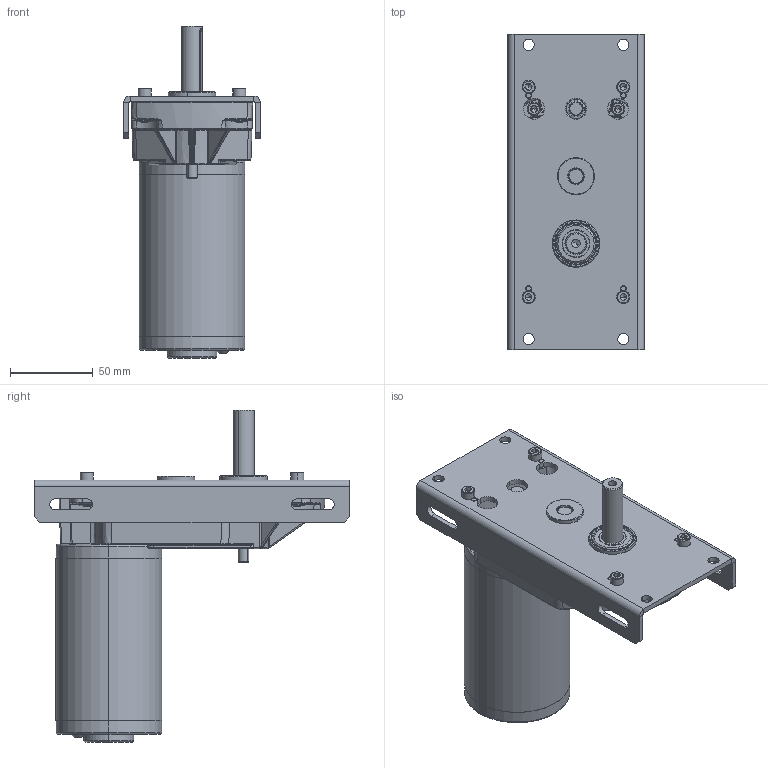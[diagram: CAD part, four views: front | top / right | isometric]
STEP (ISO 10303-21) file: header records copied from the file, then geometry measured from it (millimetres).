
FILE_DESCRIPTION (( 'STEP AP214' ), '1' );
FILE_NAME ('am-3231 Toughbox Micro with Angled Plate.STEP', '2022-02-03T14:56:40', ( '' ), ( '' ), 'SwSTEP 2.0', 'SolidWorks 2021', '' );
FILE_SCHEMA (( 'AUTOMOTIVE_DESIGN' ));
Length unit declared in the file: inch
Products named in the file (21): Sheet Metal Front Plate Rev 7; 8mm_spring_clip am-0033; am-3231 Toughbox Micro with Angled Plate; am-0153a Toughbox® Series, Keyed Output Shaft with Magnet; 2mm x 2mm x 10mm Machine Key; am-0153a TB Output Shaft with Magnet; Nano Housing Rev 6B; 10-32x0625_shcs_HX-SHCS 0.19-32x1.375x1-C; 48t 20dp 500h with teeth; FR6ZZ Bearing; CIM Motor SW; Toughbox d07; 5-16 washer; 16t 20dp 375h with teeth; 250x1000_dowel; 14T CIM Gear; R6ZZ Bearing; 50T 20dp 375hex_Inch - Spur gear 20DP 50T 14.5PA .372FW ---S50N3.0H2.0L0.25N; am-0030 FR8ZZ Bearing; 500-e-klip; 10-32 Nylock Nut 1_90631A411
Assembly tree (30 placements, depth 3):
  am-3231 Toughbox Micro with Angled Plate
    10-32x0625_shcs_HX-SHCS 0.19-32x1.375x1-C  x6
    10-32 Nylock Nut 1_90631A411  x4
    CIM Motor SW
    14T CIM Gear
    8mm_spring_clip am-0033
    5-16 washer  x2
    2mm x 2mm x 10mm Machine Key
    Nano Housing Rev 6B
    R6ZZ Bearing  x2
    FR6ZZ Bearing
    Toughbox d07
    50T 20dp 375hex_Inch - Spur gear 20DP 50T 14.5PA .372FW ---S50N3.0H2.0L0.25N
    am-0030 FR8ZZ Bearing
    Sheet Metal Front Plate Rev 7
    am-0153a Toughbox® Series, Keyed Output Shaft with Magnet
      am-0153a TB Output Shaft with Magnet
      250x1000_dowel
    500-e-klip
    16t 20dp 375h with teeth
    48t 20dp 500h with teeth
Bounding box: 82.55 x 190.5 x 200.58 mm (x, y, z)
Volume: 615420.5 mm3; surface area: 175153.3 mm2
Topology: 35 solids, 35 shells, 2853 faces, 7214 edges, 4434 vertices
Faces by surface type: cylinder 1047, bspline 558, plane 557, cone 483, torus 173, sphere 35
Entity records: 95719 total; most frequent: CARTESIAN_POINT 38563, ORIENTED_EDGE 12432, DIRECTION 10851, EDGE_CURVE 6216, AXIS2_PLACEMENT_3D 4363, VERTEX_POINT 3900, EDGE_LOOP 2576, CIRCLE 2468
